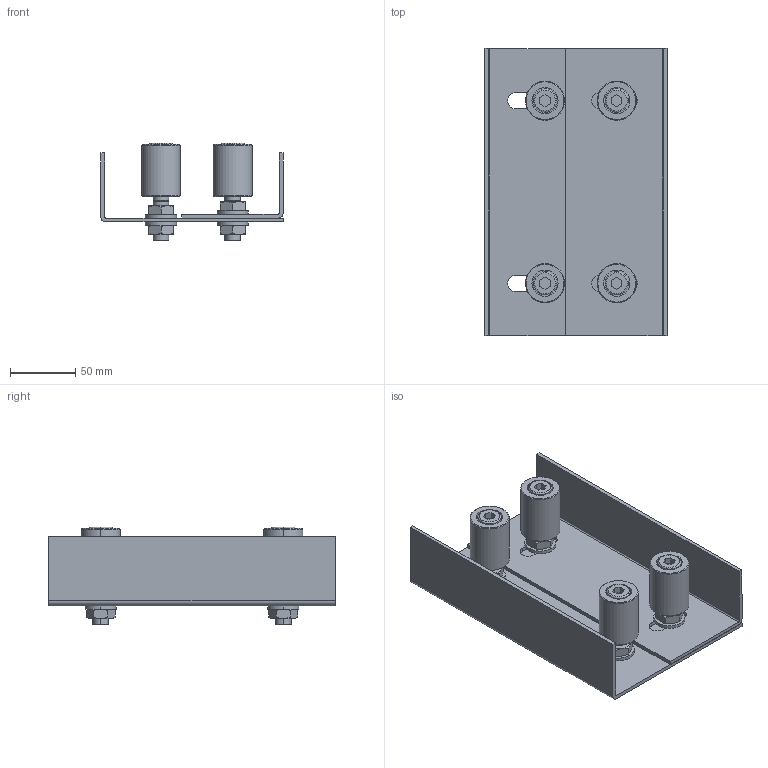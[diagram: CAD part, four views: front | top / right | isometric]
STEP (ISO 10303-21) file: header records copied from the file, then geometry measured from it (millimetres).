
FILE_DESCRIPTION (( 'STEP AP214' ), '1' );
FILE_NAME ('H_12-4T.STEP', '2021-08-25T15:01:33', ( '' ), ( '' ), 'SwSTEP 2.0', 'SolidWorks 2019', '' );
FILE_SCHEMA (( 'AUTOMOTIVE_DESIGN' ));
Length unit declared in the file: millimetre
Products named in the file (11): H_12-4T; H-04-30-W; PM12; H-04-30-W 01-1; H-04-30-W 02; H-04-30-W 01; H-12-4T P1; 12-60-936-12thin; H-12-4T P2; H-04-30-W 02-1; din_7984_10_9_m_12x70
Assembly tree (30 placements, depth 3):
  H_12-4T
    H-04-30-W 01
      H-04-30-W
      din_7984_10_9_m_12x70
      12-60-936-12thin  x2
      PM12  x2
    H-04-30-W 01-1
      H-04-30-W
      din_7984_10_9_m_12x70
      12-60-936-12thin  x2
      PM12  x2
    H-04-30-W 02
      H-04-30-W
      din_7984_10_9_m_12x70
      12-60-936-12thin  x2
      PM12  x2
    H-04-30-W 02-1
      H-04-30-W
      din_7984_10_9_m_12x70
      12-60-936-12thin  x2
      PM12  x2
    H-12-4T P2
    H-12-4T P1
Bounding box: 140 x 220 x 75 mm (x, y, z)
Volume: 338146.3 mm3; surface area: 196156.2 mm2
Topology: 26 solids, 26 shells, 450 faces, 978 edges, 596 vertices
Faces by surface type: plane 164, cone 160, cylinder 118, torus 8
Entity records: 3966 total; most frequent: DIRECTION 674, CARTESIAN_POINT 661, ORIENTED_EDGE 560, EDGE_CURVE 280, AXIS2_PLACEMENT_3D 263, VERTEX_POINT 178, VECTOR 148, LINE 148
